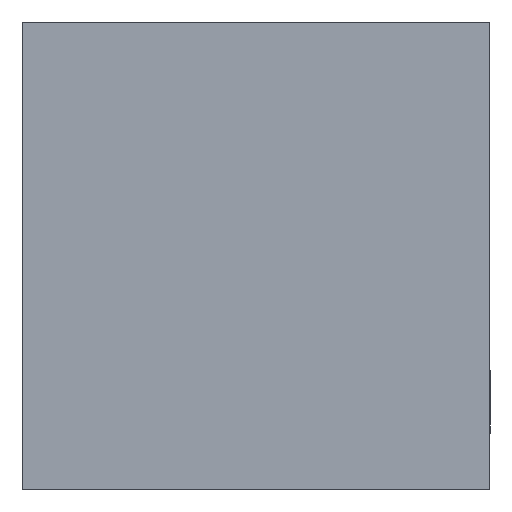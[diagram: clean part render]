
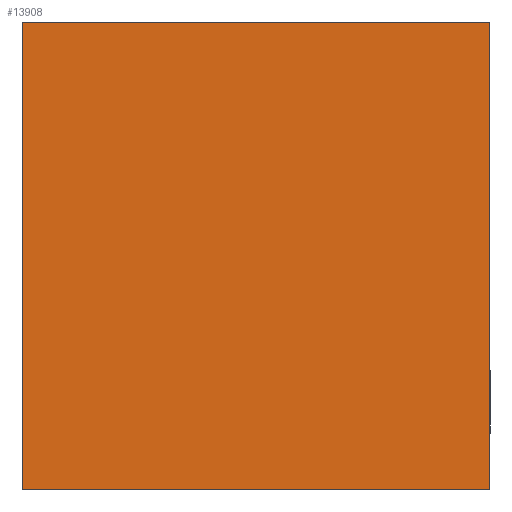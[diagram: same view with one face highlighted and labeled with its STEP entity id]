
A CAD part, front view. The second image highlights one B-rep face of the part: STEP entity #13908.
In plain terms, the highlighted face is planar.
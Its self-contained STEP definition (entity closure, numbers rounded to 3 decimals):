
#2474=ORIENTED_EDGE('',*,*,#5034,.T.);
#2475=ORIENTED_EDGE('',*,*,#4876,.T.);
#2476=ORIENTED_EDGE('',*,*,#4893,.T.);
#2477=ORIENTED_EDGE('',*,*,#4920,.T.);
#4876=EDGE_CURVE('',#6319,#6318,#7586,.T.);
#4893=EDGE_CURVE('',#6318,#6335,#7603,.T.);
#4920=EDGE_CURVE('',#6335,#6361,#7630,.T.);
#5034=EDGE_CURVE('',#6361,#6319,#7711,.T.);
#6318=VERTEX_POINT('',#20267);
#6319=VERTEX_POINT('',#20269);
#6335=VERTEX_POINT('',#20302);
#6361=VERTEX_POINT('',#20356);
#7586=LINE('',#20268,#8974);
#7603=LINE('',#20303,#8991);
#7630=LINE('',#20357,#9018);
#7711=LINE('',#20570,#9099);
#8974=VECTOR('',#16879,1000.);
#8991=VECTOR('',#16898,1000.);
#9018=VECTOR('',#16927,1000.);
#9099=VECTOR('',#17078,1000.);
#9988=EDGE_LOOP('',(#2474,#2475,#2476,#2477));
#10606=FACE_BOUND('',#9988,.T.);
#11129=PLANE('',#14762);
#13908=ADVANCED_FACE('',(#10606),#11129,.T.);
#14762=AXIS2_PLACEMENT_3D('',#20595,#17092,#17093);
#16879=DIRECTION('',(1.,0.,0.));
#16898=DIRECTION('',(0.,-1.,0.));
#16927=DIRECTION('',(-1.,0.,0.));
#17078=DIRECTION('',(0.,1.,0.));
#17092=DIRECTION('',(0.,0.,-1.));
#17093=DIRECTION('',(-1.,0.,0.));
#20267=CARTESIAN_POINT('',(2.794,0.835,0.));
#20268=CARTESIAN_POINT('',(-1.206,0.835,0.));
#20269=CARTESIAN_POINT('',(-1.206,0.835,0.));
#20302=CARTESIAN_POINT('',(2.794,-3.165,0.));
#20303=CARTESIAN_POINT('',(2.794,0.835,0.));
#20356=CARTESIAN_POINT('',(-1.206,-3.165,0.));
#20357=CARTESIAN_POINT('',(2.794,-3.165,0.));
#20570=CARTESIAN_POINT('',(-1.206,-3.165,0.));
#20595=CARTESIAN_POINT('',(-1.206,0.835,0.));
